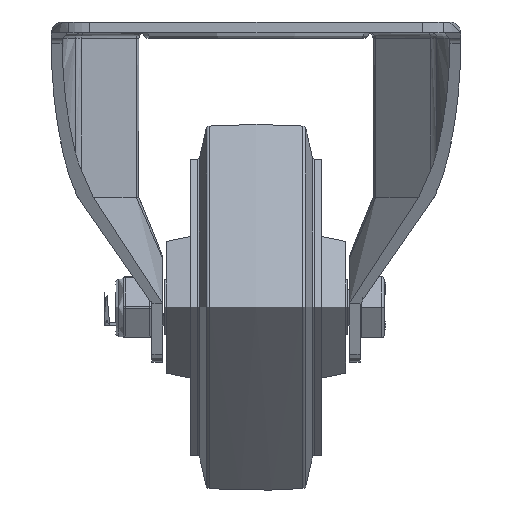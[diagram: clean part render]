
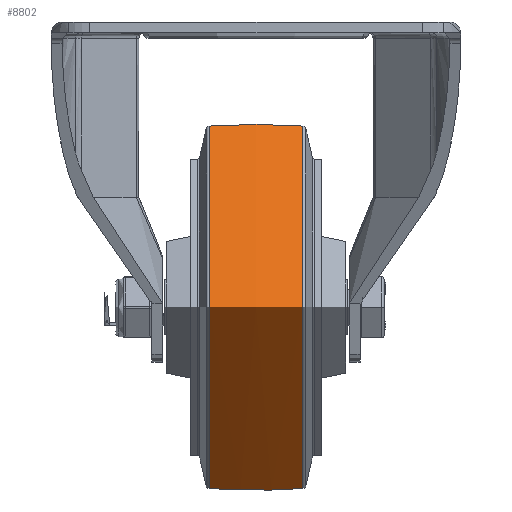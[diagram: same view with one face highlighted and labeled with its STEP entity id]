
A CAD part, left-side view. The second image highlights one B-rep face of the part: STEP entity #8802.
In plain terms, the highlighted free-form (B-spline) face has degree [2, 2] with [3, 9] control points.
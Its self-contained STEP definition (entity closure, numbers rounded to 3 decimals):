
#31=(
BOUNDED_SURFACE()
B_SPLINE_SURFACE(2,2,((#18930,#18931,#18932,#18933,#18934,#18935,#18936,
#18937,#18938),(#18939,#18940,#18941,#18942,#18943,#18944,#18945,#18946,
#18947),(#18948,#18949,#18950,#18951,#18952,#18953,#18954,#18955,#18956)),
 .UNSPECIFIED.,.F.,.T.,.F.)
B_SPLINE_SURFACE_WITH_KNOTS((3,3),(3,2,2,2,3),(-0.07,0.07),
(-3.142,-1.571,0.,1.571,3.142),
 .UNSPECIFIED.)
GEOMETRIC_REPRESENTATION_ITEM()
RATIONAL_B_SPLINE_SURFACE(((1.,0.707,1.,0.707,1.,
0.707,1.,0.707,1.),(0.998,0.705,
0.998,0.705,0.998,0.705,
0.998,0.705,0.998),(1.,0.707,
1.,0.707,1.,0.707,1.,0.707,1.)))
REPRESENTATION_ITEM('')
SURFACE()
);
#1079=FACE_OUTER_BOUND('',#1622,.T.);
#1622=EDGE_LOOP('',(#6950,#6951,#6952,#6953));
#3427=CIRCLE('',#9630,49.554);
#3428=CIRCLE('',#9631,182.5);
#3429=CIRCLE('',#9632,49.554);
#3988=VERTEX_POINT('',#18927);
#3989=VERTEX_POINT('',#18957);
#5035=EDGE_CURVE('',#3988,#3988,#3427,.T.);
#5036=EDGE_CURVE('',#3988,#3989,#3428,.T.);
#5037=EDGE_CURVE('',#3989,#3989,#3429,.T.);
#6950=ORIENTED_EDGE('',*,*,#5035,.F.);
#6951=ORIENTED_EDGE('',*,*,#5036,.T.);
#6952=ORIENTED_EDGE('',*,*,#5037,.T.);
#6953=ORIENTED_EDGE('',*,*,#5036,.F.);
#8802=ADVANCED_FACE('',(#1079),#31,.F.);
#9630=AXIS2_PLACEMENT_3D('',#18929,#11237,#11238);
#9631=AXIS2_PLACEMENT_3D('',#18958,#11239,#11240);
#9632=AXIS2_PLACEMENT_3D('',#18959,#11241,#11242);
#11237=DIRECTION('center_axis',(0.,1.,0.));
#11238=DIRECTION('ref_axis',(0.,0.,
1.));
#11239=DIRECTION('center_axis',(-1.,0.,0.));
#11240=DIRECTION('ref_axis',(0.,0.,
-1.));
#11241=DIRECTION('center_axis',(0.,1.,0.));
#11242=DIRECTION('ref_axis',(0.,0.,
1.));
#18927=CARTESIAN_POINT('',(0.,12.756,-49.554));
#18929=CARTESIAN_POINT('Origin',(0.,12.756,
0.));
#18930=CARTESIAN_POINT('Ctrl Pts',(0.,-12.756,
-49.554));
#18931=CARTESIAN_POINT('Ctrl Pts',(-49.554,-12.756,
-49.554));
#18932=CARTESIAN_POINT('Ctrl Pts',(-49.554,-12.756,
0.));
#18933=CARTESIAN_POINT('Ctrl Pts',(-49.554,-12.756,
49.554));
#18934=CARTESIAN_POINT('Ctrl Pts',(0.,-12.756,
49.554));
#18935=CARTESIAN_POINT('Ctrl Pts',(49.554,-12.756,49.554));
#18936=CARTESIAN_POINT('Ctrl Pts',(49.554,-12.756,0.));
#18937=CARTESIAN_POINT('Ctrl Pts',(49.554,-12.756,-49.554));
#18938=CARTESIAN_POINT('Ctrl Pts',(0.,-12.756,
-49.554));
#18939=CARTESIAN_POINT('Ctrl Pts',(0.,0.,
-50.447));
#18940=CARTESIAN_POINT('Ctrl Pts',(-50.447,0.,
-50.447));
#18941=CARTESIAN_POINT('Ctrl Pts',(-50.447,0.,
0.));
#18942=CARTESIAN_POINT('Ctrl Pts',(-50.447,0.,
50.447));
#18943=CARTESIAN_POINT('Ctrl Pts',(0.,0.,
50.447));
#18944=CARTESIAN_POINT('Ctrl Pts',(50.447,0.,
50.447));
#18945=CARTESIAN_POINT('Ctrl Pts',(50.447,0.,
0.));
#18946=CARTESIAN_POINT('Ctrl Pts',(50.447,0.,
-50.447));
#18947=CARTESIAN_POINT('Ctrl Pts',(0.,0.,
-50.447));
#18948=CARTESIAN_POINT('Ctrl Pts',(0.,12.756,
-49.554));
#18949=CARTESIAN_POINT('Ctrl Pts',(-49.554,12.756,-49.554));
#18950=CARTESIAN_POINT('Ctrl Pts',(-49.554,12.756,0.));
#18951=CARTESIAN_POINT('Ctrl Pts',(-49.554,12.756,49.554));
#18952=CARTESIAN_POINT('Ctrl Pts',(0.,12.756,
49.554));
#18953=CARTESIAN_POINT('Ctrl Pts',(49.554,12.756,49.554));
#18954=CARTESIAN_POINT('Ctrl Pts',(49.554,12.756,0.));
#18955=CARTESIAN_POINT('Ctrl Pts',(49.554,12.756,-49.554));
#18956=CARTESIAN_POINT('Ctrl Pts',(0.,12.756,
-49.554));
#18957=CARTESIAN_POINT('',(0.,-12.756,-49.554));
#18958=CARTESIAN_POINT('Origin',(0.,0.,
132.5));
#18959=CARTESIAN_POINT('Origin',(0.,-12.756,
0.));
